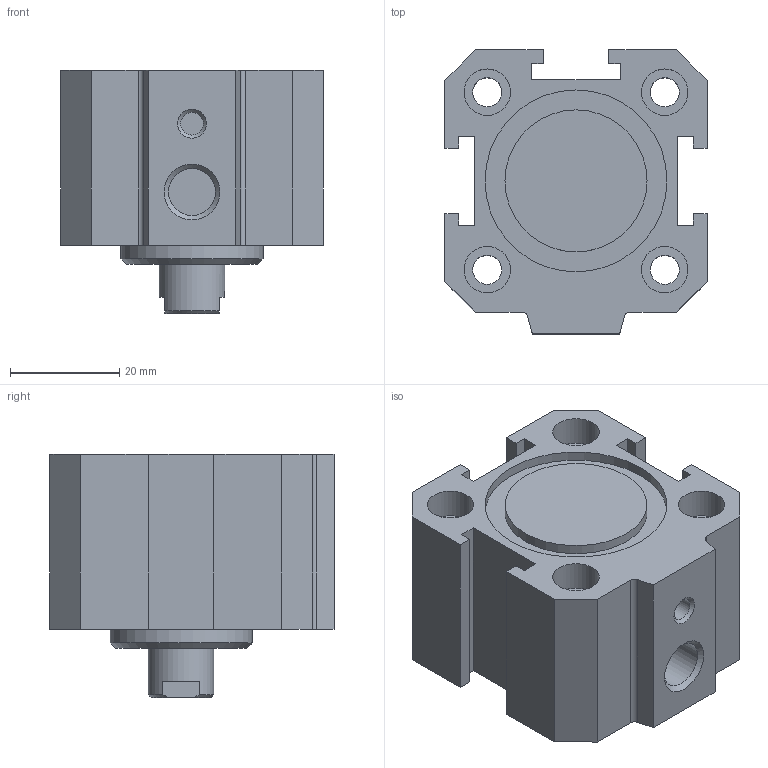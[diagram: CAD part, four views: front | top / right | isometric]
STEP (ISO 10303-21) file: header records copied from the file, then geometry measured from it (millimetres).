
FILE_DESCRIPTION(/* description */ (''),/* implementation_level */ '2;1');
FILE_NAME(/* name */ '1503_32_0005.stp',/* time_stamp */ '2016-09-07T11:29:20+02:00',/* author */ ('Maniean1'),/* organization */ ('Pneumax S.p.A.'),/* preprocessor_version */ 'ST-DEVELOPER v15.2',/* originating_system */ 'Autodesk Inventor 2014',/* authorisation */ '');
FILE_SCHEMA (('AUTOMOTIVE_DESIGN { 1 0 10303 214 3 1 1 }'));
Length unit declared in the file: millimetre
Products named in the file (3): C_1503_32_0005; S_1501_32_0005; 1503_32_0005
Bounding box: 48 x 52 x 44.5 mm (x, y, z)
Volume: 58765.4 mm3; surface area: 23306.5 mm2
Topology: 2 solids, 2 shells, 93 faces, 210 edges, 139 vertices
Faces by surface type: plane 62, cylinder 25, cone 6
Full cylindrical faces by diameter (mm): 4.134 x1, 4.917 x1, 5.3 x4, 8.5 x8, 8.566 x1, 12 x2, 26 x2, 32 x2, 33.3 x2
Entity records: 2575 total; most frequent: DIRECTION 432, CARTESIAN_POINT 424, ORIENTED_EDGE 362, EDGE_CURVE 181, AXIS2_PLACEMENT_3D 157, EDGE_LOOP 146, VERTEX_POINT 137, LINE 118
